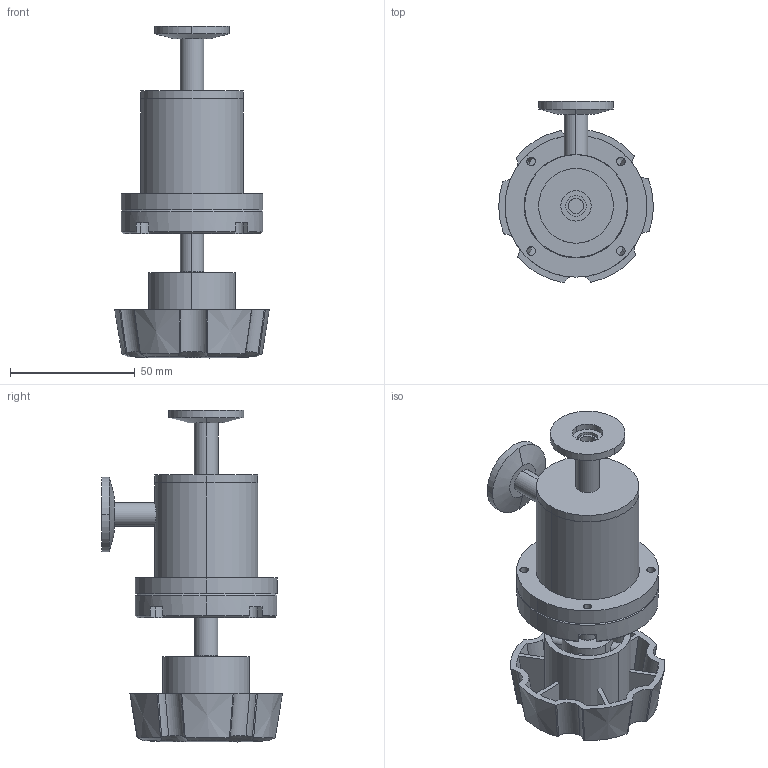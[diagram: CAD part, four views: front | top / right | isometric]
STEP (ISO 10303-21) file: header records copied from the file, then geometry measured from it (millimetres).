
FILE_DESCRIPTION (( 'STEP AP214' ), '1' );
FILE_NAME ('A-375-H-NW10_ANGLE_VALVE_RIGHT_ANGLE_VITON_BONNET_MANUAL.STEP', '2020-03-18T23:42:01', ( 'admin' ), ( 'Microsoft' ), 'SwSTEP 2.0', 'SolidWorks 2016', '' );
FILE_SCHEMA (( 'AUTOMOTIVE_DESIGN' ));
Length unit declared in the file: inch
Products named in the file (1): A-375-H-NW10_ANGLE_VALVE_RIGHT_ANGLE_VITON_BONNET_MANUAL
Bounding box: 61.96 x 72.46 x 133.07 mm (x, y, z)
Volume: 89626.7 mm3; surface area: 59521.7 mm2
Topology: 12 solids, 12 shells, 310 faces, 789 edges, 522 vertices
Faces by surface type: cylinder 129, plane 93, cone 71, bspline 16, sphere 1
Entity records: 11182 total; most frequent: CARTESIAN_POINT 3597, ORIENTED_EDGE 1578, DIRECTION 1495, EDGE_CURVE 789, AXIS2_PLACEMENT_3D 612, VERTEX_POINT 522, EDGE_LOOP 367, CIRCLE 317
